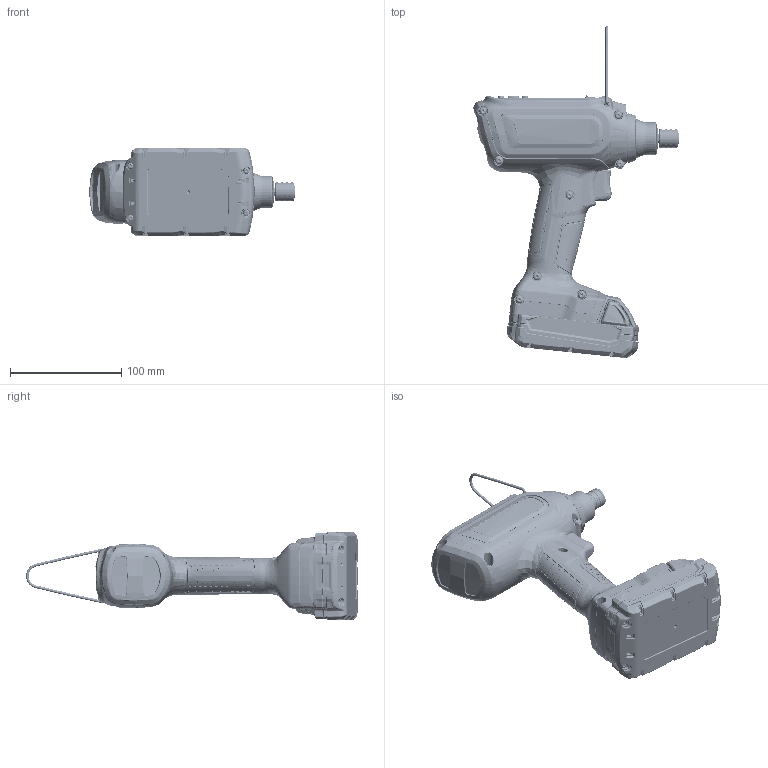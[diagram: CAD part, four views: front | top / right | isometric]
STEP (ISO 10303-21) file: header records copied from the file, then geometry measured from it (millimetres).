
FILE_DESCRIPTION((''),'2;1');
FILE_NAME('ASM0006_ASM','2018-12-21T',('BD9DD'),(''),'CREO PARAMETRIC BY PTC INC, 2016130','CREO PARAMETRIC BY PTC INC, 2016130','');
FILE_SCHEMA(('CONFIG_CONTROL_DESIGN'));
Products named in the file (2): PRT0003; ASM0006_ASM
Assembly tree (1 placements, depth 2):
  ASM0006_ASM
    PRT0003
Bounding box: 184.67 x 298.48 x 79.79 mm (x, y, z)
Surface area: 255267.4 mm2 (no closed solid volume)
Topology: 0 solids, 144 shells, 13538 faces, 37893 edges, 23959 vertices
Faces by surface type: bspline 4758, cylinder 3409, plane 3223, torus 809, cone 704, extrusion 332, sphere 303
Entity records: 779863 total; most frequent: CARTESIAN_POINT 484438, ORIENTED_EDGE 70555, DIRECTION 44171, EDGE_CURVE 37670, VERTEX_POINT 23961, B_SPLINE_CURVE_WITH_KNOTS 18128, AXIS2_PLACEMENT_3D 15514, EDGE_LOOP 13881
